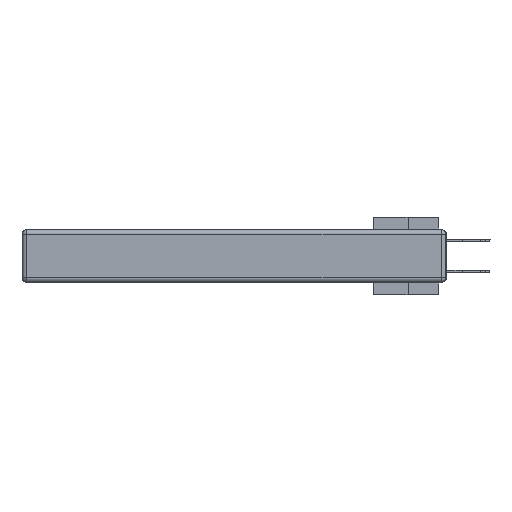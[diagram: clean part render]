
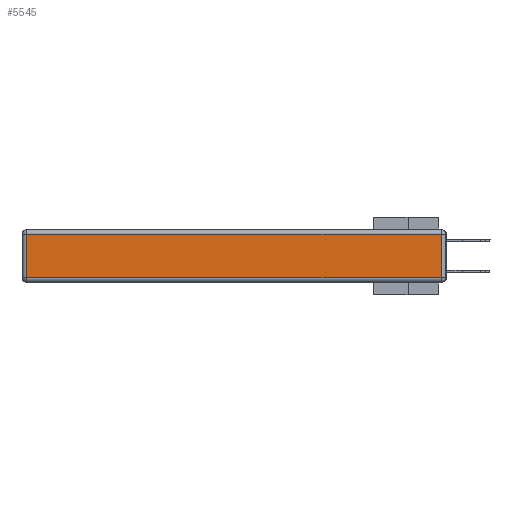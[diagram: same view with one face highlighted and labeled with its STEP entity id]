
A CAD part, left-side view. The second image highlights one B-rep face of the part: STEP entity #5545.
In plain terms, the highlighted planar face has unit normal (-1, 0, 0).
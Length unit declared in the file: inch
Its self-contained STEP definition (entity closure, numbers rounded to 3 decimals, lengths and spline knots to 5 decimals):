
#534 = ORIENTED_EDGE ( 'NONE', *, *, #13529, .T. ) ;
#826 = FACE_OUTER_BOUND ( 'NONE', #13938, .T. ) ;
#922 = CARTESIAN_POINT ( 'NONE',  ( 0., 2.72, -0.343 ) ) ;
#995 = CARTESIAN_POINT ( 'NONE',  ( 0., 0.03, -0.343 ) ) ;
#1841 = VECTOR ( 'NONE', #5938, 39.37008 ) ;
#3071 = CARTESIAN_POINT ( 'NONE',  ( 0., 0., -0.343 ) ) ;
#5367 = VERTEX_POINT ( 'NONE', #29539 ) ;
#5545 = ADVANCED_FACE ( 'NONE', ( #826 ), #10552, .T. ) ;
#5938 = DIRECTION ( 'NONE',  ( 0., 0., 1. ) ) ;
#6150 = EDGE_CURVE ( 'NONE', #14864, #24980, #11464, .T. ) ;
#7995 = CARTESIAN_POINT ( 'NONE',  ( 0., 2.72, -0.313 ) ) ;
#9129 = EDGE_CURVE ( 'NONE', #5367, #29065, #27346, .T. ) ;
#10552 = PLANE ( 'NONE',  #30706 ) ;
#10828 = DIRECTION ( 'NONE',  ( 0., -1., 0. ) ) ;
#10974 = ORIENTED_EDGE ( 'NONE', *, *, #9129, .T. ) ;
#11321 = VECTOR ( 'NONE', #29890, 39.37008 ) ;
#11464 = LINE ( 'NONE', #26111, #18201 ) ;
#12698 = VECTOR ( 'NONE', #24831, 39.37008 ) ;
#13529 = EDGE_CURVE ( 'NONE', #24980, #5367, #25382, .T. ) ;
#13938 = EDGE_LOOP ( 'NONE', ( #22163, #534, #10974, #17167 ) ) ;
#14864 = VERTEX_POINT ( 'NONE', #7995 ) ;
#15318 = LINE ( 'NONE', #922, #12698 ) ;
#15367 = DIRECTION ( 'NONE',  ( 0., 0., 1. ) ) ;
#15943 = EDGE_CURVE ( 'NONE', #29065, #14864, #15318, .T. ) ;
#16897 = CARTESIAN_POINT ( 'NONE',  ( 0., 2.72, -0.03 ) ) ;
#17167 = ORIENTED_EDGE ( 'NONE', *, *, #15943, .T. ) ;
#18201 = VECTOR ( 'NONE', #10828, 39.37008 ) ;
#20768 = CARTESIAN_POINT ( 'NONE',  ( 0., 0.03, -0.313 ) ) ;
#22163 = ORIENTED_EDGE ( 'NONE', *, *, #6150, .T. ) ;
#22937 = DIRECTION ( 'NONE',  ( -1., 0., 0. ) ) ;
#24831 = DIRECTION ( 'NONE',  ( 0., 0., -1. ) ) ;
#24980 = VERTEX_POINT ( 'NONE', #20768 ) ;
#25382 = LINE ( 'NONE', #995, #1841 ) ;
#26111 = CARTESIAN_POINT ( 'NONE',  ( 0., 0., -0.313 ) ) ;
#27346 = LINE ( 'NONE', #30050, #11321 ) ;
#29065 = VERTEX_POINT ( 'NONE', #16897 ) ;
#29539 = CARTESIAN_POINT ( 'NONE',  ( 0., 0.03, -0.03 ) ) ;
#29890 = DIRECTION ( 'NONE',  ( 0., 1., 0. ) ) ;
#30050 = CARTESIAN_POINT ( 'NONE',  ( 0., 2.75, -0.03 ) ) ;
#30706 = AXIS2_PLACEMENT_3D ( 'NONE', #3071, #22937, #15367 ) ;
